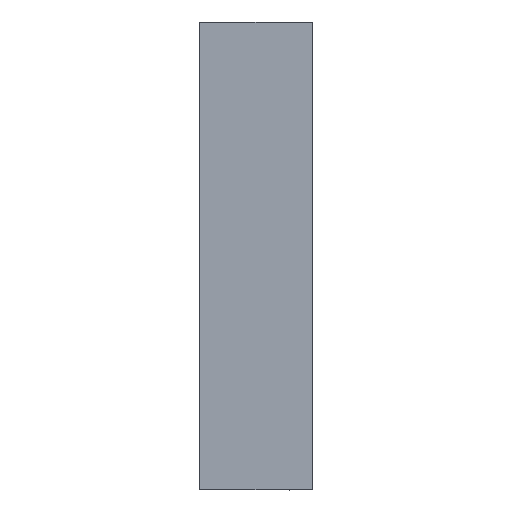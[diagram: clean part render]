
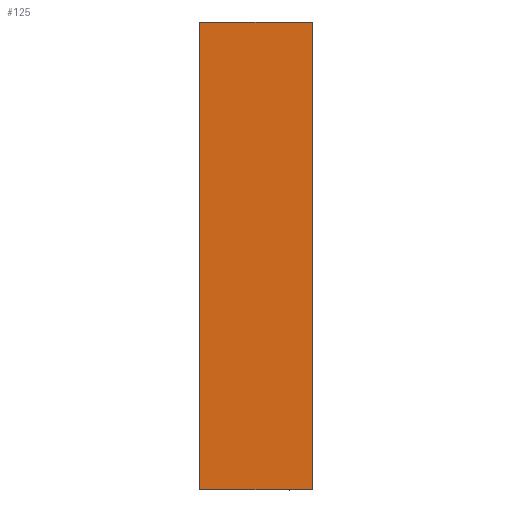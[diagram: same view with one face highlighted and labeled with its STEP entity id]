
A CAD part, top view. The second image highlights one B-rep face of the part: STEP entity #125.
In plain terms, the highlighted planar face has unit normal (0, 0, 1).
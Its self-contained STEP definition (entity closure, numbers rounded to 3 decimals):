
#24=FACE_OUTER_BOUND('',#31,.T.);
#31=EDGE_LOOP('',(#109,#110,#111,#112));
#34=LINE('',#190,#47);
#42=LINE('',#206,#55);
#43=LINE('',#211,#56);
#44=LINE('',#213,#57);
#47=VECTOR('',#155,10.);
#55=VECTOR('',#169,10.);
#56=VECTOR('',#176,10.);
#57=VECTOR('',#179,10.);
#60=VERTEX_POINT('',#187);
#61=VERTEX_POINT('',#189);
#66=VERTEX_POINT('',#205);
#67=VERTEX_POINT('',#209);
#70=EDGE_CURVE('',#60,#61,#34,.T.);
#78=EDGE_CURVE('',#66,#61,#42,.T.);
#81=EDGE_CURVE('',#67,#66,#43,.T.);
#82=EDGE_CURVE('',#60,#67,#44,.T.);
#109=ORIENTED_EDGE('',*,*,#81,.T.);
#110=ORIENTED_EDGE('',*,*,#78,.T.);
#111=ORIENTED_EDGE('',*,*,#70,.F.);
#112=ORIENTED_EDGE('',*,*,#82,.T.);
#118=PLANE('',#148);
#125=ADVANCED_FACE('',(#24),#118,.F.);
#148=AXIS2_PLACEMENT_3D('',#214,#180,#181);
#155=DIRECTION('',(0.,1.,0.));
#169=DIRECTION('',(-1.,0.,0.));
#176=DIRECTION('',(0.,1.,0.));
#179=DIRECTION('',(1.,0.,0.));
#180=DIRECTION('center_axis',(0.,0.,-1.));
#181=DIRECTION('ref_axis',(-1.,0.,0.));
#187=CARTESIAN_POINT('',(5.5,-20.15,-7.5));
#189=CARTESIAN_POINT('',(5.5,34.25,-7.5));
#190=CARTESIAN_POINT('',(5.5,34.,-7.5));
#205=CARTESIAN_POINT('',(18.6,34.25,-7.5));
#206=CARTESIAN_POINT('',(11.5,34.25,-7.5));
#209=CARTESIAN_POINT('',(18.6,-20.15,-7.5));
#211=CARTESIAN_POINT('',(18.6,34.,-7.5));
#213=CARTESIAN_POINT('',(17.5,-20.15,-7.5));
#214=CARTESIAN_POINT('Origin',(17.5,34.,-7.5));
